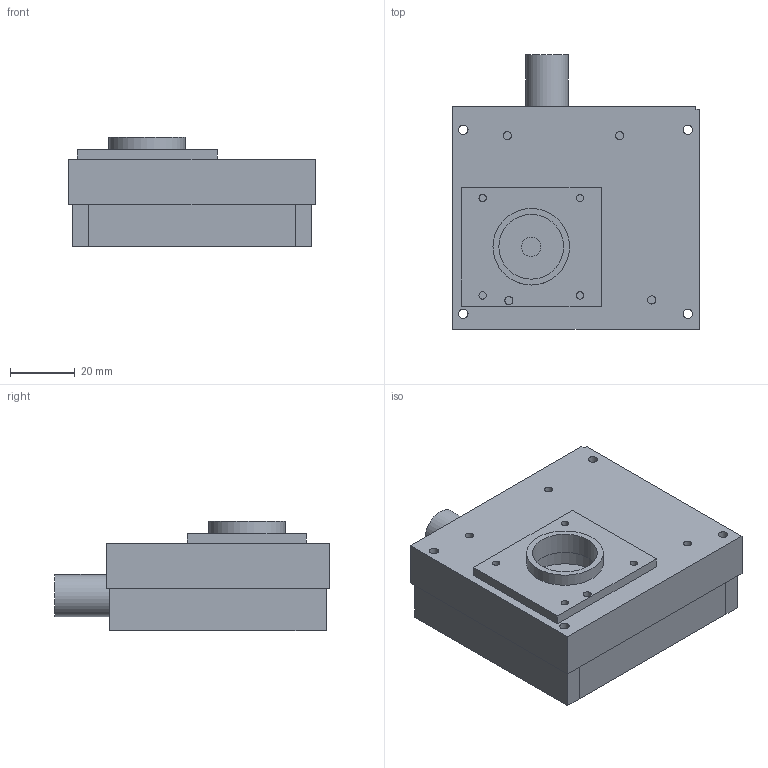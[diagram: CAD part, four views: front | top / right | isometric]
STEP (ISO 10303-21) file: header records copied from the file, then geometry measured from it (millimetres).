
FILE_DESCRIPTION(/* description */ (''),/* implementation_level */ '2;1');
FILE_NAME(/* name */ 'SiPM Mount v6.step',/* time_stamp */ '2020-05-22T08:10:06-04:00',/* author */ (''),/* organization */ (''),/* preprocessor_version */ 'ST-DEVELOPER v18.1',/* originating_system */ 'Autodesk Translation Framework v9.3.0.1241',/* authorisation */ '');
FILE_SCHEMA (('AUTOMOTIVE_DESIGN { 1 0 10303 214 3 1 1 }'));
Length unit declared in the file: millimetre
Products named in the file (2): SiPM Mount; PCB
Assembly tree (1 placements, depth 2):
  SiPM Mount
    PCB
Bounding box: 76 x 84.73 x 33.81 mm (x, y, z)
Volume: 65805.6 mm3; surface area: 48125.6 mm2
Topology: 3 solids, 3 shells, 181 faces, 457 edges, 300 vertices
Faces by surface type: plane 145, cylinder 36
Full cylindrical faces by diameter (mm): 2.261 x4, 2.529 x4, 2.93 x4, 3 x4, 3.4 x4, 3.74 x4, 4.498 x1, 6 x1, 6.088 x1, 6.549 x1, 7.216 x1, 13 x1, 20 x1, 23.603 x1, 26.111 x1, 29.181 x1
Entity records: 5516 total; most frequent: CARTESIAN_POINT 941, ORIENTED_EDGE 914, DIRECTION 899, EDGE_CURVE 457, LINE 383, VECTOR 383, VERTEX_POINT 300, AXIS2_PLACEMENT_3D 258
